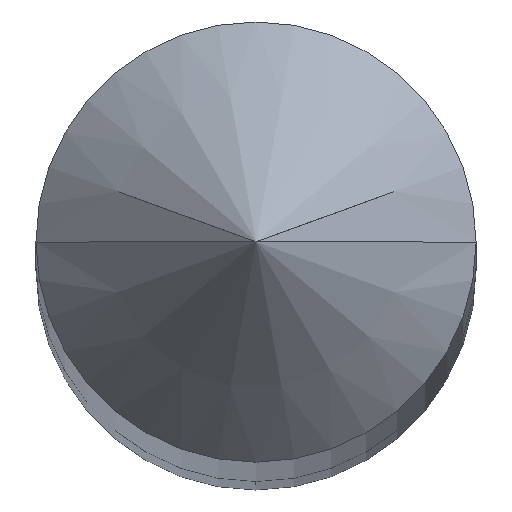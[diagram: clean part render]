
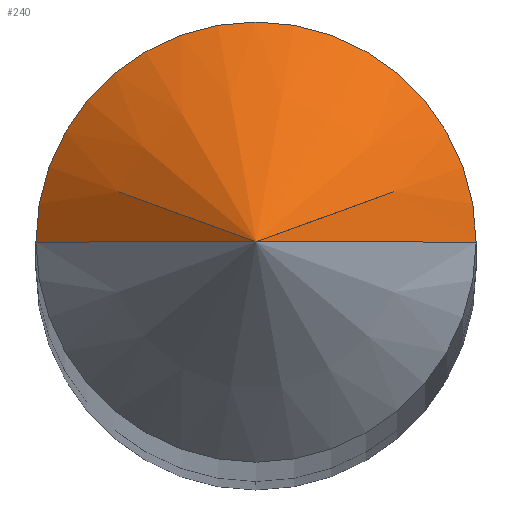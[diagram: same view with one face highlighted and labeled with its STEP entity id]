
A CAD part, top view. The second image highlights one B-rep face of the part: STEP entity #240.
In plain terms, the highlighted conical face has half-angle 45 degrees and reference radius 0.4 mm.
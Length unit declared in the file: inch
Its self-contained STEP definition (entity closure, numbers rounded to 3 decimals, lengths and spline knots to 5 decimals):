
#2 = VECTOR ( 'NONE', #111, 39.37008 ) ;
#13 = LINE ( 'NONE', #140, #227 ) ;
#15 = CARTESIAN_POINT ( 'NONE',  ( 0.01575, 0., -0.03125 ) ) ;
#17 = DIRECTION ( 'NONE',  ( -1., 0., 0. ) ) ;
#21 = CARTESIAN_POINT ( 'NONE',  ( 0., 0., -0.0155 ) ) ;
#27 = CIRCLE ( 'NONE', #288, 0.01575 ) ;
#35 = DIRECTION ( 'NONE',  ( 1., 0., 0. ) ) ;
#43 = DIRECTION ( 'NONE',  ( 0.707, 0., -0.707 ) ) ;
#45 = DIRECTION ( 'NONE',  ( 0., 0., -1. ) ) ;
#46 = CARTESIAN_POINT ( 'NONE',  ( -0.01575, 0., -0.03125 ) ) ;
#80 = CARTESIAN_POINT ( 'NONE',  ( -0.01575, 0., -0.03125 ) ) ;
#102 = CARTESIAN_POINT ( 'NONE',  ( 0., 0., -0.03125 ) ) ;
#111 = DIRECTION ( 'NONE',  ( -0.707, 0., -0.707 ) ) ;
#115 = AXIS2_PLACEMENT_3D ( 'NONE', #203, #45, #17 ) ;
#116 = ORIENTED_EDGE ( 'NONE', *, *, #173, .F. ) ;
#131 = CONICAL_SURFACE ( 'NONE', #115, 0.01575, 0.785 ) ;
#140 = CARTESIAN_POINT ( 'NONE',  ( 0.01575, 0., -0.03125 ) ) ;
#151 = VERTEX_POINT ( 'NONE', #21 ) ;
#167 = ORIENTED_EDGE ( 'NONE', *, *, #340, .T. ) ;
#173 = EDGE_CURVE ( 'NONE', #151, #250, #316, .T. ) ;
#175 = VERTEX_POINT ( 'NONE', #15 ) ;
#188 = DIRECTION ( 'NONE',  ( 0., 0., 1. ) ) ;
#203 = CARTESIAN_POINT ( 'NONE',  ( 0., 0., -0.03125 ) ) ;
#218 = FACE_OUTER_BOUND ( 'NONE', #281, .T. ) ;
#227 = VECTOR ( 'NONE', #43, 39.37008 ) ;
#240 = ADVANCED_FACE ( 'NONE', ( #218 ), #131, .T. ) ;
#250 = VERTEX_POINT ( 'NONE', #46 ) ;
#258 = EDGE_CURVE ( 'NONE', #151, #175, #13, .T. ) ;
#281 = EDGE_LOOP ( 'NONE', ( #116, #353, #167 ) ) ;
#288 = AXIS2_PLACEMENT_3D ( 'NONE', #102, #188, #35 ) ;
#316 = LINE ( 'NONE', #80, #2 ) ;
#340 = EDGE_CURVE ( 'NONE', #175, #250, #27, .T. ) ;
#353 = ORIENTED_EDGE ( 'NONE', *, *, #258, .T. ) ;
